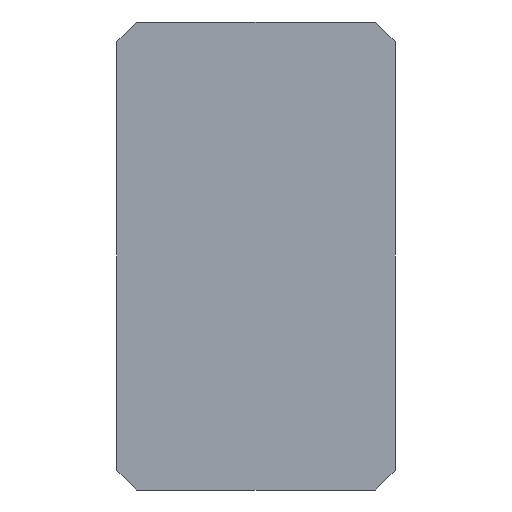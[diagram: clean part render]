
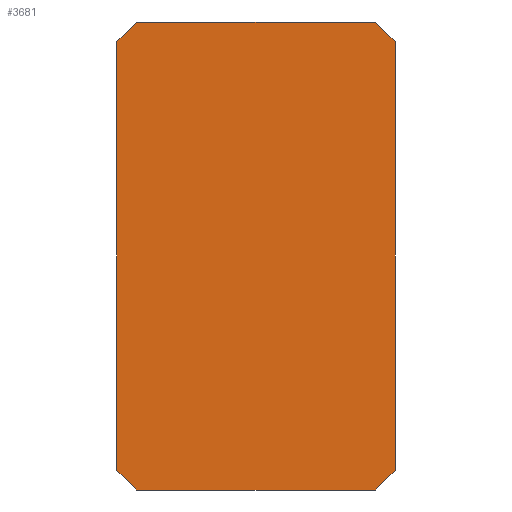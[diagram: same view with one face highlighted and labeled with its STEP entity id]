
A CAD part, front view. The second image highlights one B-rep face of the part: STEP entity #3681.
In plain terms, the highlighted planar face has unit normal (0, -1, 0).
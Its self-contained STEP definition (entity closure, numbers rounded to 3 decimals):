
#2=DIRECTION('',(-0.707,0.,0.707));
#3=VECTOR('',#2,14.);
#4=CARTESIAN_POINT('',(-59.101,0.,-116.));
#5=LINE('',#4,#3);
#6=DIRECTION('',(0.,0.,1.));
#7=VECTOR('',#6,212.201);
#8=CARTESIAN_POINT('',(-69.,0.,-106.101));
#9=LINE('',#8,#7);
#10=DIRECTION('',(0.707,0.,0.707));
#11=VECTOR('',#10,14.);
#12=CARTESIAN_POINT('',(-69.,0.,106.101));
#13=LINE('',#12,#11);
#14=DIRECTION('',(1.,0.,0.));
#15=VECTOR('',#14,118.201);
#16=CARTESIAN_POINT('',(-59.101,0.,116.));
#17=LINE('',#16,#15);
#18=DIRECTION('',(0.707,0.,-0.707));
#19=VECTOR('',#18,14.);
#20=CARTESIAN_POINT('',(59.101,0.,116.));
#21=LINE('',#20,#19);
#22=DIRECTION('',(0.,0.,-1.));
#23=VECTOR('',#22,212.201);
#24=CARTESIAN_POINT('',(69.,0.,106.101));
#25=LINE('',#24,#23);
#26=DIRECTION('',(-0.707,0.,-0.707));
#27=VECTOR('',#26,14.);
#28=CARTESIAN_POINT('',(69.,0.,-106.101));
#29=LINE('',#28,#27);
#30=DIRECTION('',(-1.,0.,0.));
#31=VECTOR('',#30,118.201);
#32=CARTESIAN_POINT('',(59.101,0.,-116.));
#33=LINE('',#32,#31);
#2826=CARTESIAN_POINT('',(-69.,0.,-106.101));
#2827=CARTESIAN_POINT('',(-69.,0.,106.101));
#2828=VERTEX_POINT('',#2826);
#2829=VERTEX_POINT('',#2827);
#2830=CARTESIAN_POINT('',(-59.101,0.,116.));
#2831=CARTESIAN_POINT('',(59.101,0.,116.));
#2832=VERTEX_POINT('',#2830);
#2833=VERTEX_POINT('',#2831);
#2834=CARTESIAN_POINT('',(69.,0.,106.101));
#2835=CARTESIAN_POINT('',(69.,0.,-106.101));
#2836=VERTEX_POINT('',#2834);
#2837=VERTEX_POINT('',#2835);
#2838=CARTESIAN_POINT('',(59.101,0.,-116.));
#2839=CARTESIAN_POINT('',(-59.101,0.,-116.));
#2840=VERTEX_POINT('',#2838);
#2841=VERTEX_POINT('',#2839);
#3658=CARTESIAN_POINT('',(0.,0.,0.));
#3659=DIRECTION('',(0.,1.,0.));
#3660=DIRECTION('',(1.,0.,0.));
#3661=AXIS2_PLACEMENT_3D('',#3658,#3659,#3660);
#3662=PLANE('',#3661);
#3664=ORIENTED_EDGE('',*,*,#3663,.T.);
#3666=ORIENTED_EDGE('',*,*,#3665,.T.);
#3668=ORIENTED_EDGE('',*,*,#3667,.T.);
#3670=ORIENTED_EDGE('',*,*,#3669,.T.);
#3672=ORIENTED_EDGE('',*,*,#3671,.T.);
#3674=ORIENTED_EDGE('',*,*,#3673,.T.);
#3676=ORIENTED_EDGE('',*,*,#3675,.T.);
#3678=ORIENTED_EDGE('',*,*,#3677,.T.);
#3679=EDGE_LOOP('',(#3664,#3666,#3668,#3670,#3672,#3674,#3676,#3678));
#3680=FACE_OUTER_BOUND('',#3679,.F.);
#3681=ADVANCED_FACE('',(#3680),#3662,.F.);
#3663=EDGE_CURVE('',#2841,#2828,#5,.T.);
#3665=EDGE_CURVE('',#2828,#2829,#9,.T.);
#3667=EDGE_CURVE('',#2829,#2832,#13,.T.);
#3669=EDGE_CURVE('',#2832,#2833,#17,.T.);
#3671=EDGE_CURVE('',#2833,#2836,#21,.T.);
#3673=EDGE_CURVE('',#2836,#2837,#25,.T.);
#3675=EDGE_CURVE('',#2837,#2840,#29,.T.);
#3677=EDGE_CURVE('',#2840,#2841,#33,.T.);
